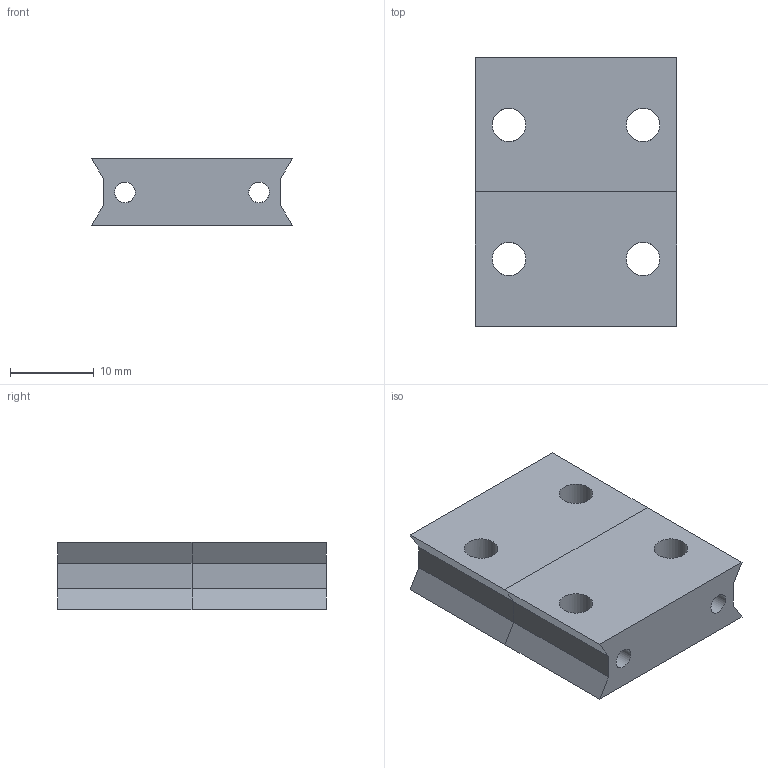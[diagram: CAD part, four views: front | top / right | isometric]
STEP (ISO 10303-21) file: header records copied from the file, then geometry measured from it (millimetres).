
FILE_DESCRIPTION(('STEP AP203'), '1');
FILE_NAME('ïðèíòåð_Áðàéëÿ_ñòîéêà_2ðÿäà', '', ('UNSPECIFIED'), ('UNSPECIFIED'), 'C3D Converter', 'C3D Toolkit', '');
FILE_SCHEMA(('CONFIG_CONTROL_DESIGN'));
Length unit declared in the file: millimetre
Assembly tree (2 placements, depth 2):
  (unnamed)
    (unnamed)  x2
Bounding box: 24 x 32 x 8 mm (x, y, z)
Volume: 4982.2 mm3; surface area: 3410.1 mm2
Topology: 2 solids, 2 shells, 32 faces, 84 edges, 56 vertices
Faces by surface type: plane 20, cylinder 12
Full cylindrical faces by diameter (mm): 2.459 x8, 4 x4
Entity records: 867 total; most frequent: CARTESIAN_POINT 326, DIRECTION 78, ORIENTED_EDGE 72, EDGE_CURVE 36, EDGE_LOOP 34, VERTEX_POINT 28, AXIS2_PLACEMENT_3D 27, LINE 24
